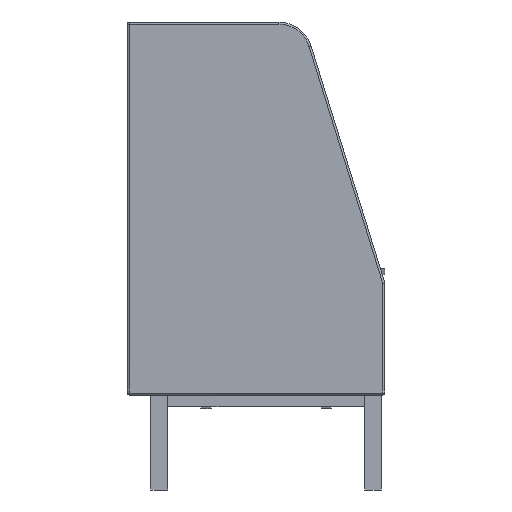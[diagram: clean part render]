
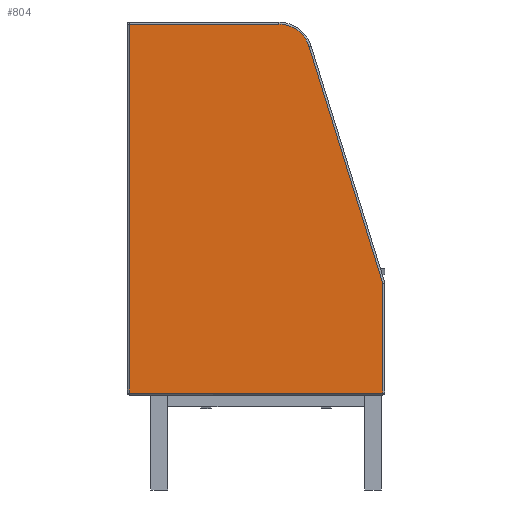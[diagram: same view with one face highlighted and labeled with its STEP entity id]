
A CAD part, left-side view. The second image highlights one B-rep face of the part: STEP entity #804.
In plain terms, the highlighted planar face has unit normal (-1, 0, 0).
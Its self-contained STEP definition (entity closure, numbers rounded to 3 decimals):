
#232=(
BOUNDED_CURVE()
B_SPLINE_CURVE(3,(#7298,#7299,#7300,#7301,#7302,#7303,#7304),
 .UNSPECIFIED.,.F.,.F.)
B_SPLINE_CURVE_WITH_KNOTS((4,1,1,1,4),(0.,29.044,
59.626,90.207,119.251),.UNSPECIFIED.)
CURVE()
GEOMETRIC_REPRESENTATION_ITEM()
RATIONAL_B_SPLINE_CURVE((1.,1.,1.,1.,1.,1.,1.))
REPRESENTATION_ITEM('')
);
#240=(
BOUNDED_CURVE()
B_SPLINE_CURVE(1,(#7323,#7324),.UNSPECIFIED.,.F.,.F.)
B_SPLINE_CURVE_WITH_KNOTS((2,2),(0.,440.424),
 .UNSPECIFIED.)
CURVE()
GEOMETRIC_REPRESENTATION_ITEM()
RATIONAL_B_SPLINE_CURVE((1.,1.))
REPRESENTATION_ITEM('')
);
#266=(
BOUNDED_CURVE()
B_SPLINE_CURVE(1,(#7392,#7393),.UNSPECIFIED.,.F.,.F.)
B_SPLINE_CURVE_WITH_KNOTS((2,2),(6.,329.087),
 .UNSPECIFIED.)
CURVE()
GEOMETRIC_REPRESENTATION_ITEM()
RATIONAL_B_SPLINE_CURVE((1.,1.))
REPRESENTATION_ITEM('')
);
#270=(
BOUNDED_CURVE()
B_SPLINE_CURVE(1,(#7401,#7402),.UNSPECIFIED.,.F.,.F.)
B_SPLINE_CURVE_WITH_KNOTS((2,2),(0.913,732.96),
 .UNSPECIFIED.)
CURVE()
GEOMETRIC_REPRESENTATION_ITEM()
RATIONAL_B_SPLINE_CURVE((1.,1.))
REPRESENTATION_ITEM('')
);
#804=ADVANCED_FACE('',(#1117),#4114,.T.);
#1117=FACE_OUTER_BOUND('',#1431,.T.);
#1431=EDGE_LOOP('',(#2346,#2347,#2348,#2349,#2350,#2351));
#2346=ORIENTED_EDGE('',*,*,#3215,.T.);
#2347=ORIENTED_EDGE('',*,*,#3219,.T.);
#2348=ORIENTED_EDGE('',*,*,#3181,.T.);
#2349=ORIENTED_EDGE('',*,*,#3189,.T.);
#2350=ORIENTED_EDGE('',*,*,#3178,.T.);
#2351=ORIENTED_EDGE('',*,*,#3177,.T.);
#3177=EDGE_CURVE('',#3946,#3944,#3606,.T.);
#3178=EDGE_CURVE('',#3948,#3946,#3607,.T.);
#3181=EDGE_CURVE('',#3949,#3947,#232,.T.);
#3189=EDGE_CURVE('',#3947,#3948,#240,.T.);
#3215=EDGE_CURVE('',#3944,#3945,#266,.T.);
#3219=EDGE_CURVE('',#3945,#3949,#270,.T.);
#3606=B_SPLINE_CURVE_WITH_KNOTS('',1,(#7284,#7285),.UNSPECIFIED.,.F.,.F.,
(2,2),(6.,754.),.UNSPECIFIED.);
#3607=B_SPLINE_CURVE_WITH_KNOTS('',1,(#7286,#7287),.UNSPECIFIED.,.F.,.F.,
(2,2),(6.,1094.),.UNSPECIFIED.);
#3944=VERTEX_POINT('',#7250);
#3945=VERTEX_POINT('',#7251);
#3946=VERTEX_POINT('',#7252);
#3947=VERTEX_POINT('',#7253);
#3948=VERTEX_POINT('',#7254);
#3949=VERTEX_POINT('',#7255);
#4114=PLANE('',#4311);
#4311=AXIS2_PLACEMENT_3D('',#6983,#4425,$);
#4425=DIRECTION('',(-1.,0.,0.));
#6983=CARTESIAN_POINT('',(0.,855.,142.5));
#7250=CARTESIAN_POINT('',(0.,6.,286.));
#7251=CARTESIAN_POINT('',(0.,6.,609.087));
#7252=CARTESIAN_POINT('',(0.,754.,286.));
#7253=CARTESIAN_POINT('',(0.,313.576,1374.));
#7254=CARTESIAN_POINT('',(0.,754.,1374.));
#7255=CARTESIAN_POINT('',(0.,223.834,1307.971));
#7284=CARTESIAN_POINT('',(0.,754.,286.));
#7285=CARTESIAN_POINT('',(0.,6.,286.));
#7286=CARTESIAN_POINT('',(0.,754.,1374.));
#7287=CARTESIAN_POINT('',(0.,754.,286.));
#7298=CARTESIAN_POINT('',(0.,223.834,1307.971));
#7299=CARTESIAN_POINT('',(0.,226.713,1317.215));
#7300=CARTESIAN_POINT('',(0.,235.583,1335.268));
#7301=CARTESIAN_POINT('',(0.,256.875,1357.064));
#7302=CARTESIAN_POINT('',(0.,284.02,1370.906));
#7303=CARTESIAN_POINT('',(0.,303.895,1374.002));
#7304=CARTESIAN_POINT('',(0.,313.576,1374.));
#7323=CARTESIAN_POINT('',(0.,313.576,1374.));
#7324=CARTESIAN_POINT('',(0.,754.,1374.));
#7392=CARTESIAN_POINT('',(0.,6.,286.));
#7393=CARTESIAN_POINT('',(0.,6.,609.087));
#7401=CARTESIAN_POINT('',(0.,6.,609.087));
#7402=CARTESIAN_POINT('',(0.,223.834,1307.971));
